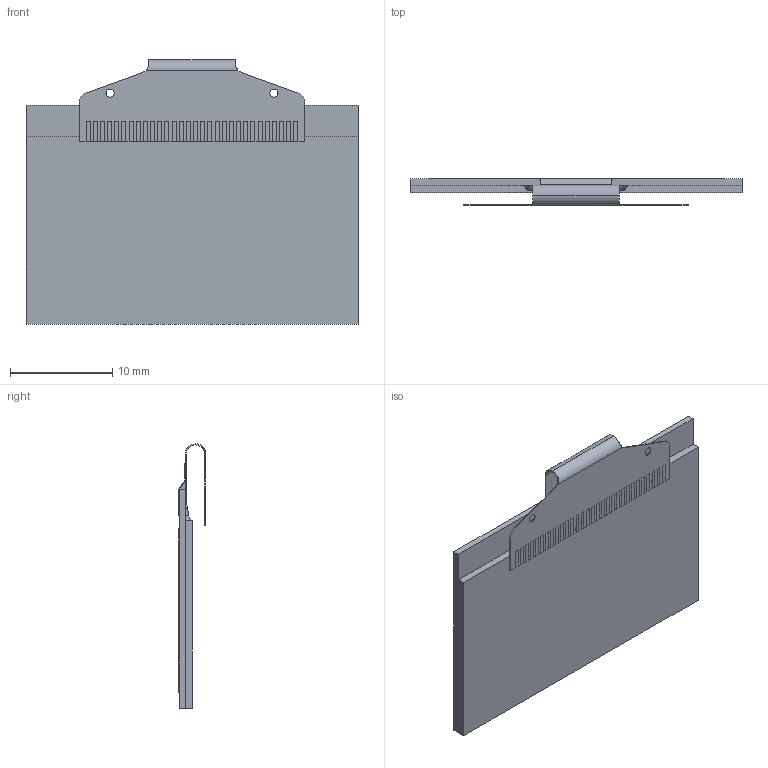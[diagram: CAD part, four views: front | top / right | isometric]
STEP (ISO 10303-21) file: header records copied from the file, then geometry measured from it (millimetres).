
FILE_DESCRIPTION(/* description */ (''),/* implementation_level */ '2;1');
FILE_NAME(/* name */ 'DM-OLED_Panel.stp',/* time_stamp */ '2024-06-25T10:30:17+08:00',/* author */ (''),/* organization */ (''),/* preprocessor_version */ 'ST-DEVELOPER v16.7',/* originating_system */ 'SIEMENS PLM Software NX 12.0',/* authorisation */ '');
FILE_SCHEMA (('AUTOMOTIVE_DESIGN { 1 0 10303 214 3 1 1 1 }'));
Length unit declared in the file: millimetre
Products named in the file (1): DM-OLED096-636_Panel
Bounding box: 32.42 x 2.66 x 25.81 mm (x, y, z)
Volume: 1329.3 mm3; surface area: 4343.9 mm2
Topology: 37 solids, 37 shells, 392 faces, 948 edges, 630 vertices
Faces by surface type: plane 356, cylinder 26, bspline 8, torus 2
Full cylindrical faces by diameter (mm): 0.8 x2
Entity records: 11713 total; most frequent: CARTESIAN_POINT 2273, ORIENTED_EDGE 1896, DIRECTION 1748, EDGE_CURVE 948, LINE 862, VECTOR 862, VERTEX_POINT 630, AXIS2_PLACEMENT_3D 443
